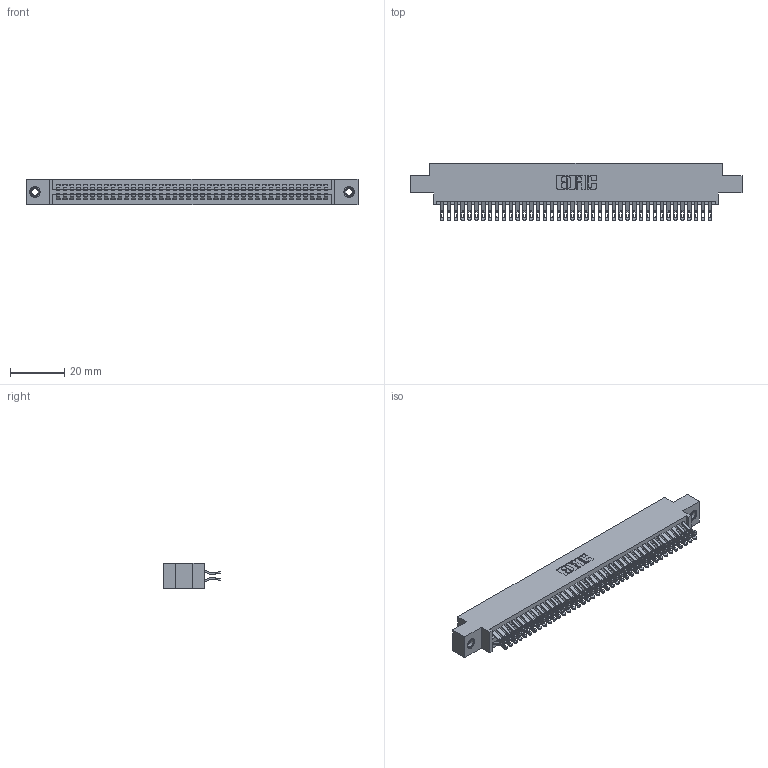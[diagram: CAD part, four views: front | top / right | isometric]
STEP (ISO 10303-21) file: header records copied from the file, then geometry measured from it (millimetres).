
FILE_DESCRIPTION (( 'STEP AP203' ), '1' );
FILE_NAME ('345-080-555-807.STEP', '2018-10-03T18:49:40', ( '' ), ( '' ), 'SwSTEP 2.0', 'SolidWorks 2016', '' );
FILE_SCHEMA (( 'CONFIG_CONTROL_DESIGN' ));
Length unit declared in the file: inch
Products named in the file (4): 345-250-001_345-250-005-103; 345-292-001_555 Tail; 345-080-555-807; 345 Part_0.170 Offset - 0.156 Dia-TI
Assembly tree (83 placements, depth 2):
  345-080-555-807
    345 Part_0.170 Offset - 0.156 Dia-TI
    345-292-001_555 Tail  x80
    345-250-001_345-250-005-103  x2
Bounding box: 122.81 x 21.13 x 9.4 mm (x, y, z)
Volume: 12016.4 mm3; surface area: 18701.9 mm2
Topology: 83 solids, 83 shells, 4670 faces, 14649 edges, 9758 vertices
Faces by surface type: plane 2596, cylinder 2058, cone 12, torus 4
Entity records: 33298 total; most frequent: CARTESIAN_POINT 5601, ORIENTED_EDGE 5498, DIRECTION 4935, EDGE_CURVE 2749, LINE 2417, VECTOR 2417, VERTEX_POINT 1828, AXIS2_PLACEMENT_3D 1259
